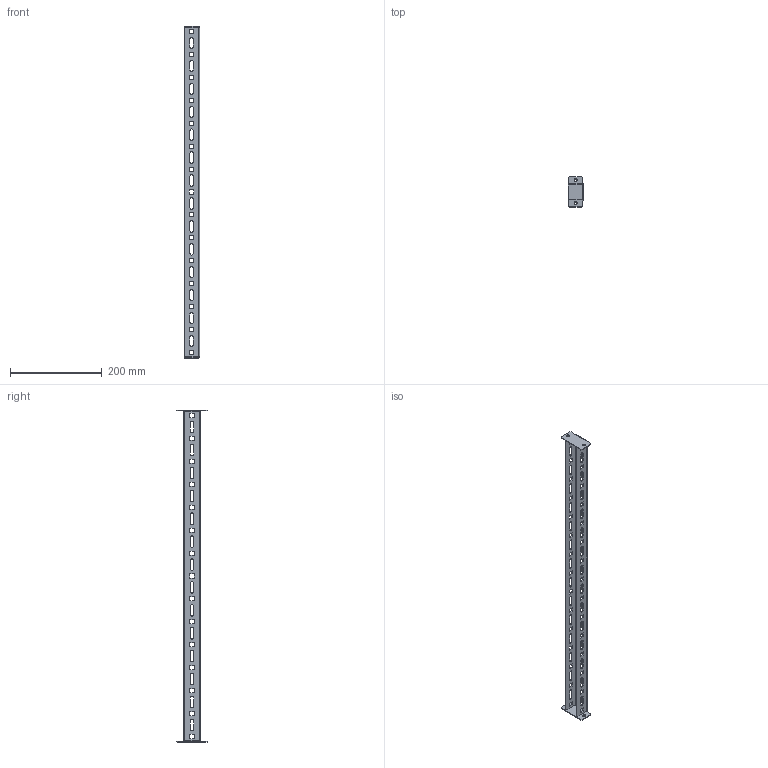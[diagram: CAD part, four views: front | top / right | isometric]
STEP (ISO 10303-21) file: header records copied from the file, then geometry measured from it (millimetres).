
FILE_DESCRIPTION (( 'STEP AP214' ), '1' );
FILE_NAME ('Ðåéêà áîêîâàÿ 800.STEP', '2018-01-14T10:44:36', ( 'Îëåã' ), ( '' ), 'SwSTEP 2.0', 'SolidWorks 2017', '' );
FILE_SCHEMA (( 'AUTOMOTIVE_DESIGN' ));
Length unit declared in the file: millimetre
Products named in the file (1): Ðåéêà áîêîâàÿ 800
Bounding box: 33 x 66 x 724 mm (x, y, z)
Volume: 95379.4 mm3; surface area: 136219.9 mm2
Topology: 1 solids, 1 shells, 402 faces, 1170 edges, 770 vertices
Faces by surface type: plane 306, cylinder 96
Full cylindrical faces by diameter (mm): 6.5 x4
Entity records: 13506 total; most frequent: CARTESIAN_POINT 2335, ORIENTED_EDGE 2328, DIRECTION 2162, EDGE_CURVE 1164, VECTOR 972, LINE 972, VERTEX_POINT 768, AXIS2_PLACEMENT_3D 595
